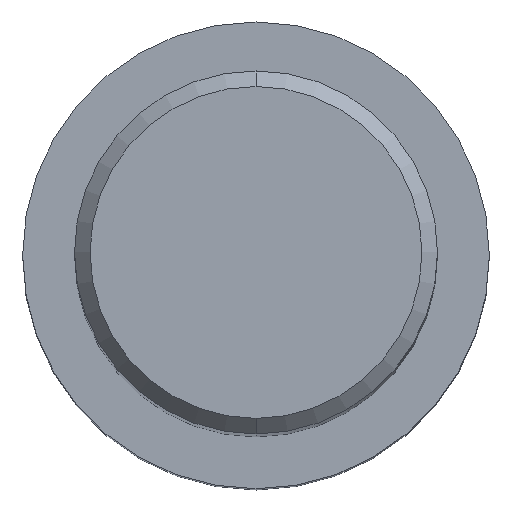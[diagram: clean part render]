
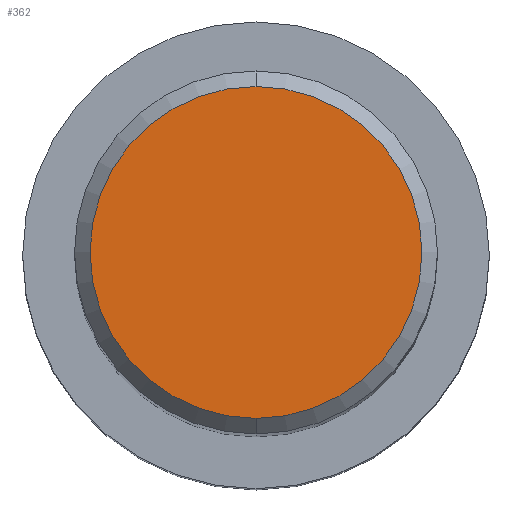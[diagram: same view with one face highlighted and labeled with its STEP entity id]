
A CAD part, top view. The second image highlights one B-rep face of the part: STEP entity #362.
In plain terms, the highlighted planar face has unit normal (0, 0, 1).
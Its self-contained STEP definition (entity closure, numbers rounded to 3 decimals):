
#242=EDGE_CURVE('',#330,#336,#548,.T.);
#330=VERTEX_POINT('',#643);
#336=VERTEX_POINT('',#650);
#362=ADVANCED_FACE('',(#677),#678,.T.);
#440=EDGE_CURVE('',#336,#330,#766,.T.);
#548=CIRCLE('',#1011,6.4);
#643=CARTESIAN_POINT('',(0.0,6.4,0.0));
#650=CARTESIAN_POINT('',(0.,-6.4,0.0));
#677=FACE_OUTER_BOUND('',#1292,.T.);
#678=PLANE('',#1293);
#766=CIRCLE('',#1455,6.4);
#1011=AXIS2_PLACEMENT_3D('',#1557,#1558,#1559);
#1292=EDGE_LOOP('',(#1683,#1684));
#1293=AXIS2_PLACEMENT_3D('',#1685,#1686,#1687);
#1455=AXIS2_PLACEMENT_3D('',#1807,#1808,#1809);
#1557=CARTESIAN_POINT('',(0.0,0.0,0.0));
#1558=DIRECTION('',(0.0,0.0,-1.0));
#1559=DIRECTION('',(0.0,1.0,0.0));
#1683=ORIENTED_EDGE('',*,*,#242,.F.);
#1684=ORIENTED_EDGE('',*,*,#440,.F.);
#1685=CARTESIAN_POINT('',(0.0,3.2,0.0));
#1686=DIRECTION('',(-0.0,0.0,1.0));
#1687=DIRECTION('',(0.0,-1.0,0.0));
#1807=CARTESIAN_POINT('',(0.0,0.0,0.0));
#1808=DIRECTION('',(0.0,0.0,-1.0));
#1809=DIRECTION('',(0.0,1.0,0.0));
